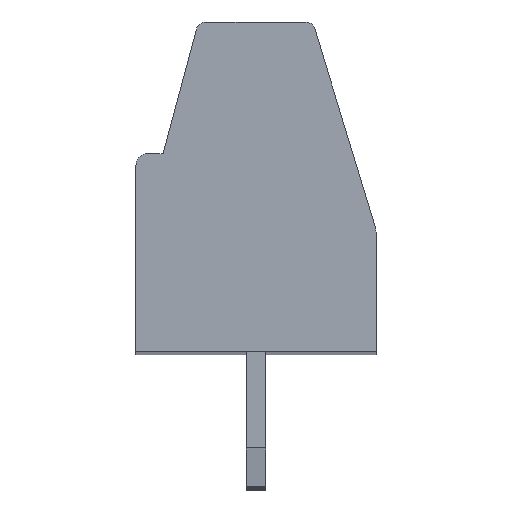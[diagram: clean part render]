
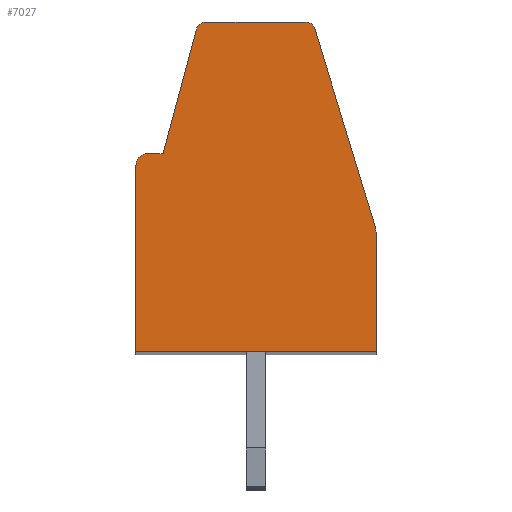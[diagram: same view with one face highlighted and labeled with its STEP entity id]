
A CAD part, top view. The second image highlights one B-rep face of the part: STEP entity #7027.
In plain terms, the highlighted planar face has unit normal (0, 0, 1).
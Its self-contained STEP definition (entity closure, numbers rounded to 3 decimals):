
#14=DIRECTION('',(0.,-1.,0.));
#15=VECTOR('',#14,3.075);
#16=CARTESIAN_POINT('',(3.1,3.075,49.76));
#17=LINE('',#16,#15);
#18=DIRECTION('',(0.,1.,0.));
#19=VECTOR('',#18,4.8);
#20=CARTESIAN_POINT('',(-3.1,0.,49.76));
#21=LINE('',#20,#19);
#22=CARTESIAN_POINT('',(-2.8,4.8,49.76));
#23=DIRECTION('',(0.,0.,-1.));
#24=DIRECTION('',(-1.,0.,0.));
#25=AXIS2_PLACEMENT_3D('',#22,#23,#24);
#27=DIRECTION('',(1.,0.,0.));
#28=VECTOR('',#27,0.4);
#29=CARTESIAN_POINT('',(-2.8,5.1,49.76));
#30=LINE('',#29,#28);
#31=DIRECTION('',(0.259,0.966,0.));
#32=VECTOR('',#31,3.328);
#33=CARTESIAN_POINT('',(-2.4,5.1,49.76));
#34=LINE('',#33,#32);
#35=CARTESIAN_POINT('',(-1.297,8.25,49.76));
#36=DIRECTION('',(0.,0.,-1.));
#37=DIRECTION('',(-0.966,0.259,0.));
#38=AXIS2_PLACEMENT_3D('',#35,#36,#37);
#40=CARTESIAN_POINT('',(1.279,8.25,49.76));
#41=DIRECTION('',(0.,0.,-1.));
#42=DIRECTION('',(-0.001,1.,0.));
#43=AXIS2_PLACEMENT_3D('',#40,#41,#42);
#45=DIRECTION('',(0.292,-0.956,0.));
#46=VECTOR('',#45,5.335);
#47=CARTESIAN_POINT('',(1.518,8.323,49.76));
#48=LINE('',#47,#46);
#49=CARTESIAN_POINT('',(2.6,3.075,49.76));
#50=DIRECTION('',(0.,0.,-1.));
#51=DIRECTION('',(0.956,0.292,0.));
#52=AXIS2_PLACEMENT_3D('',#49,#50,#51);
#80=DIRECTION('',(-1.,0.,0.));
#81=VECTOR('',#80,2.576);
#82=CARTESIAN_POINT('',(1.279,8.5,49.76));
#83=LINE('',#82,#81);
#708=DIRECTION('',(1.,0.,0.));
#709=VECTOR('',#708,6.2);
#710=CARTESIAN_POINT('',(-3.1,0.,49.76));
#711=LINE('',#710,#709);
#5354=CARTESIAN_POINT('',(3.1,3.075,49.76));
#5355=CARTESIAN_POINT('',(3.1,0.,49.76));
#5356=VERTEX_POINT('',#5354);
#5357=VERTEX_POINT('',#5355);
#5358=CARTESIAN_POINT('',(3.078,3.221,49.76));
#5359=VERTEX_POINT('',#5358);
#5360=CARTESIAN_POINT('',(1.518,8.323,49.76));
#5361=VERTEX_POINT('',#5360);
#5362=CARTESIAN_POINT('',(1.279,8.5,49.76));
#5363=VERTEX_POINT('',#5362);
#5364=CARTESIAN_POINT('',(-1.538,8.315,49.76));
#5365=CARTESIAN_POINT('',(-1.297,8.5,49.76));
#5366=VERTEX_POINT('',#5364);
#5367=VERTEX_POINT('',#5365);
#5368=CARTESIAN_POINT('',(-2.4,5.1,49.76));
#5369=VERTEX_POINT('',#5368);
#5370=CARTESIAN_POINT('',(-2.8,5.1,49.76));
#5371=VERTEX_POINT('',#5370);
#5372=CARTESIAN_POINT('',(-3.1,4.8,49.76));
#5373=VERTEX_POINT('',#5372);
#5374=CARTESIAN_POINT('',(-3.1,0.,49.76));
#5375=VERTEX_POINT('',#5374);
#6998=CARTESIAN_POINT('',(0.,0.,49.76));
#6999=DIRECTION('',(0.,0.,1.));
#7000=DIRECTION('',(1.,0.,0.));
#7001=AXIS2_PLACEMENT_3D('',#6998,#6999,#7000);
#7002=PLANE('',#7001);
#7004=ORIENTED_EDGE('',*,*,#7003,.T.);
#7006=ORIENTED_EDGE('',*,*,#7005,.F.);
#7008=ORIENTED_EDGE('',*,*,#7007,.T.);
#7010=ORIENTED_EDGE('',*,*,#7009,.T.);
#7012=ORIENTED_EDGE('',*,*,#7011,.T.);
#7014=ORIENTED_EDGE('',*,*,#7013,.T.);
#7016=ORIENTED_EDGE('',*,*,#7015,.T.);
#7018=ORIENTED_EDGE('',*,*,#7017,.F.);
#7020=ORIENTED_EDGE('',*,*,#7019,.T.);
#7022=ORIENTED_EDGE('',*,*,#7021,.T.);
#7024=ORIENTED_EDGE('',*,*,#7023,.T.);
#7025=EDGE_LOOP('',(#7004,#7006,#7008,#7010,#7012,#7014,#7016,#7018,#7020,#7022,
#7024));
#7026=FACE_OUTER_BOUND('',#7025,.F.);
#26=CIRCLE('',#25,0.3);
#39=CIRCLE('',#38,0.25);
#44=CIRCLE('',#43,0.25);
#53=CIRCLE('',#52,0.5);
#7003=EDGE_CURVE('',#5356,#5357,#17,.T.);
#7005=EDGE_CURVE('',#5375,#5357,#711,.T.);
#7007=EDGE_CURVE('',#5375,#5373,#21,.T.);
#7009=EDGE_CURVE('',#5373,#5371,#26,.T.);
#7011=EDGE_CURVE('',#5371,#5369,#30,.T.);
#7013=EDGE_CURVE('',#5369,#5366,#34,.T.);
#7015=EDGE_CURVE('',#5366,#5367,#39,.T.);
#7017=EDGE_CURVE('',#5363,#5367,#83,.T.);
#7019=EDGE_CURVE('',#5363,#5361,#44,.T.);
#7021=EDGE_CURVE('',#5361,#5359,#48,.T.);
#7023=EDGE_CURVE('',#5359,#5356,#53,.T.);
#7027=ADVANCED_FACE('',(#7026),#7002,.T.);
